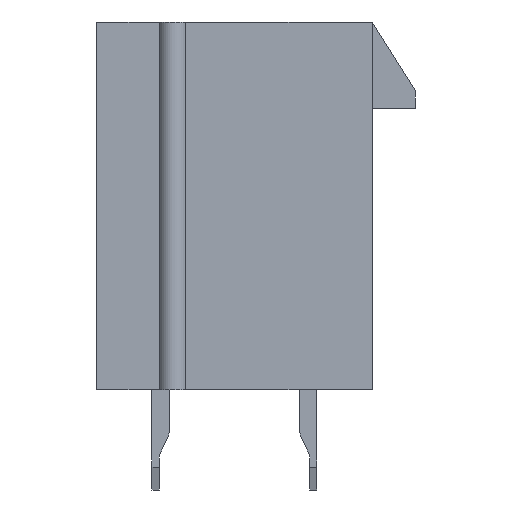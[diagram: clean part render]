
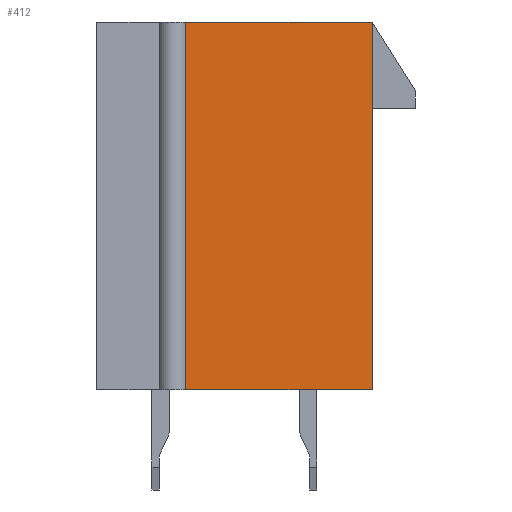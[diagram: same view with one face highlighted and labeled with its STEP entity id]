
A CAD part, left-side view. The second image highlights one B-rep face of the part: STEP entity #412.
In plain terms, the highlighted planar face has unit normal (-1, 0, 0).
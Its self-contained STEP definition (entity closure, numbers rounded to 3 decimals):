
#412 = ADVANCED_FACE( '', ( #831 ), #832, .T. );
#831 = FACE_OUTER_BOUND( '', #1262, .T. );
#832 = PLANE( '', #1263 );
#1262 = EDGE_LOOP( '', ( #2334, #2335, #2336, #2337 ) );
#1263 = AXIS2_PLACEMENT_3D( '', #2338, #2339, #2340 );
#2334 = ORIENTED_EDGE( '', *, *, #3189, .T. );
#2335 = ORIENTED_EDGE( '', *, *, #3176, .F. );
#2336 = ORIENTED_EDGE( '', *, *, #3148, .T. );
#2337 = ORIENTED_EDGE( '', *, *, #3198, .T. );
#2338 = CARTESIAN_POINT( '', ( -2.75, 0., 0. ) );
#2339 = DIRECTION( '', ( -1., 0., 0. ) );
#2340 = DIRECTION( '', ( 0., 0., 1. ) );
#3148 = EDGE_CURVE( '', #3940, #3938, #3941, .T. );
#3176 = EDGE_CURVE( '', #3940, #3970, #3972, .T. );
#3189 = EDGE_CURVE( '', #3986, #3970, #3987, .T. );
#3198 = EDGE_CURVE( '', #3938, #3986, #3996, .T. );
#3938 = VERTEX_POINT( '', #5029 );
#3940 = VERTEX_POINT( '', #5032 );
#3941 = LINE( '', #5033, #5034 );
#3970 = VERTEX_POINT( '', #5077 );
#3972 = LINE( '', #5079, #5080 );
#3986 = VERTEX_POINT( '', #5101 );
#3987 = LINE( '', #5102, #5103 );
#3996 = LINE( '', #5118, #5119 );
#5029 = CARTESIAN_POINT( '', ( -2.75, -4.8, -6.4 ) );
#5032 = CARTESIAN_POINT( '', ( -2.75, 1.7, -6.4 ) );
#5033 = CARTESIAN_POINT( '', ( -2.75, 4.8, -6.4 ) );
#5034 = VECTOR( '', #5666, 1000. );
#5077 = CARTESIAN_POINT( '', ( -2.75, 1.7, 6.4 ) );
#5079 = CARTESIAN_POINT( '', ( -2.75, 1.7, -6.4 ) );
#5080 = VECTOR( '', #5687, 1000. );
#5101 = CARTESIAN_POINT( '', ( -2.75, -4.8, 6.4 ) );
#5102 = CARTESIAN_POINT( '', ( -2.75, -4.8, 6.4 ) );
#5103 = VECTOR( '', #5695, 1000. );
#5118 = CARTESIAN_POINT( '', ( -2.75, -4.8, -6.4 ) );
#5119 = VECTOR( '', #5702, 1000. );
#5666 = DIRECTION( '', ( 0., -1., 0. ) );
#5687 = DIRECTION( '', ( 0., 0., 1. ) );
#5695 = DIRECTION( '', ( 0., 1., 0. ) );
#5702 = DIRECTION( '', ( 0., 0., 1. ) );
